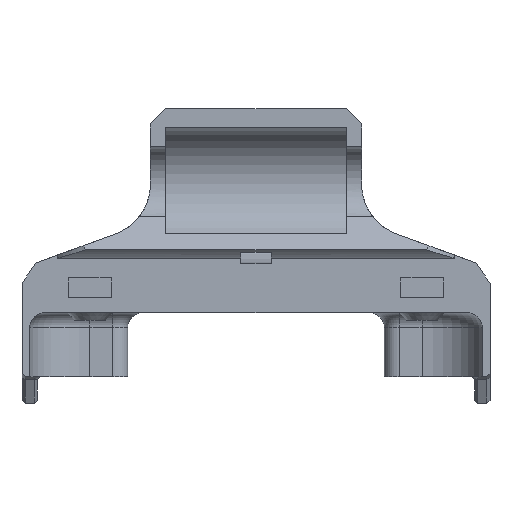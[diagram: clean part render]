
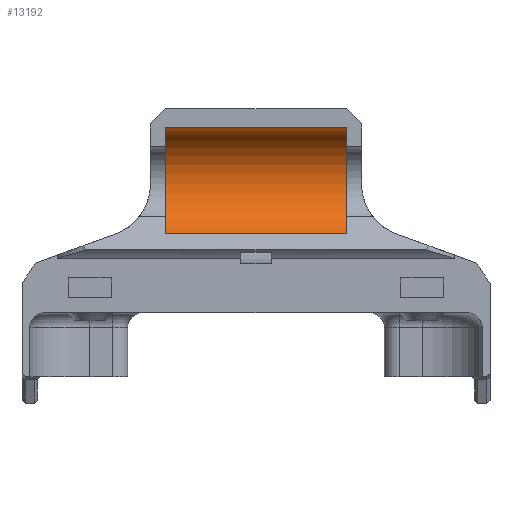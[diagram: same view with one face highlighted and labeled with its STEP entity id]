
A CAD part, left-side view. The second image highlights one B-rep face of the part: STEP entity #13192.
In plain terms, the highlighted cylindrical face has radius 7.55 mm (diameter 15.1 mm), a partial arc.
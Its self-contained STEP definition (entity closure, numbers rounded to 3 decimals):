
#6352 = PLANE('',#6353);
#6353 = AXIS2_PLACEMENT_3D('',#6354,#6355,#6356);
#6354 = CARTESIAN_POINT('',(-30.036,0.,
    14.742));
#6355 = DIRECTION('',(0.866,0.,-0.5));
#6356 = DIRECTION('',(0.5,0.,0.866));
#11064 = VERTEX_POINT('',#11065);
#11065 = CARTESIAN_POINT('',(-30.775,12.,13.462));
#11078 = PLANE('',#11079);
#11079 = AXIS2_PLACEMENT_3D('',#11080,#11081,#11082);
#11080 = CARTESIAN_POINT('',(-27.,12.,20.));
#11081 = DIRECTION('',(0.,-1.,0.));
#11082 = DIRECTION('',(0.,0.,1.));
#11089 = EDGE_CURVE('',#11064,#11090,#11092,.T.);
#11090 = VERTEX_POINT('',#11091);
#11091 = CARTESIAN_POINT('',(-30.775,-12.,13.462));
#11092 = SURFACE_CURVE('',#11093,(#11097,#11103),.PCURVE_S1.);
#11093 = LINE('',#11094,#11095);
#11094 = CARTESIAN_POINT('',(-30.775,12.,13.462));
#11095 = VECTOR('',#11096,1.);
#11096 = DIRECTION('',(0.,-1.,0.));
#11097 = PCURVE('',#6352,#11098);
#11098 = DEFINITIONAL_REPRESENTATION('',(#11099),#11102);
#11099 = B_SPLINE_CURVE_WITH_KNOTS('',1,(#11100,#11101),.UNSPECIFIED.,
  .F.,.F.,(2,2),(0.,24.),
  .PIECEWISE_BEZIER_KNOTS.);
#11100 = CARTESIAN_POINT('',(-1.479,-12.));
#11101 = CARTESIAN_POINT('',(-1.479,12.));
#11102 = ( GEOMETRIC_REPRESENTATION_CONTEXT(2) 
PARAMETRIC_REPRESENTATION_CONTEXT() REPRESENTATION_CONTEXT('2D SPACE',''
  ) );
#11103 = PCURVE('',#11104,#11109);
#11104 = CYLINDRICAL_SURFACE('',#11105,7.55);
#11105 = AXIS2_PLACEMENT_3D('',#11106,#11107,#11108);
#11106 = CARTESIAN_POINT('',(-27.,12.,20.));
#11107 = DIRECTION('',(0.,-1.,0.));
#11108 = DIRECTION('',(0.,0.,1.));
#11109 = DEFINITIONAL_REPRESENTATION('',(#11110),#11113);
#11110 = B_SPLINE_CURVE_WITH_KNOTS('',1,(#11111,#11112),.UNSPECIFIED.,
  .F.,.F.,(2,2),(0.,24.),
  .PIECEWISE_BEZIER_KNOTS.);
#11111 = CARTESIAN_POINT('',(2.618,0.));
#11112 = CARTESIAN_POINT('',(2.618,24.));
#11113 = ( GEOMETRIC_REPRESENTATION_CONTEXT(2) 
PARAMETRIC_REPRESENTATION_CONTEXT() REPRESENTATION_CONTEXT('2D SPACE',''
  ) );
#11130 = PLANE('',#11131);
#11131 = AXIS2_PLACEMENT_3D('',#11132,#11133,#11134);
#11132 = CARTESIAN_POINT('',(-27.,-12.,20.));
#11133 = DIRECTION('',(0.,-1.,0.));
#11134 = DIRECTION('',(0.,0.,1.));
#11766 = PLANE('',#11767);
#11767 = AXIS2_PLACEMENT_3D('',#11768,#11769,#11770);
#11768 = CARTESIAN_POINT('',(-27.,-12.,30.));
#11769 = DIRECTION('',(1.,0.,0.));
#11770 = DIRECTION('',(0.,0.,1.));
#13058 = EDGE_CURVE('',#11090,#13059,#13061,.T.);
#13059 = VERTEX_POINT('',#13060);
#13060 = CARTESIAN_POINT('',(-27.,-12.,27.55));
#13061 = SURFACE_CURVE('',#13062,(#13067,#13074),.PCURVE_S1.);
#13062 = CIRCLE('',#13063,7.55);
#13063 = AXIS2_PLACEMENT_3D('',#13064,#13065,#13066);
#13064 = CARTESIAN_POINT('',(-27.,-12.,20.));
#13065 = DIRECTION('',(0.,-1.,0.));
#13066 = DIRECTION('',(0.,0.,1.));
#13067 = PCURVE('',#11130,#13068);
#13068 = DEFINITIONAL_REPRESENTATION('',(#13069),#13073);
#13069 = CIRCLE('',#13070,7.55);
#13070 = AXIS2_PLACEMENT_2D('',#13071,#13072);
#13071 = CARTESIAN_POINT('',(0.,0.));
#13072 = DIRECTION('',(1.,0.));
#13073 = ( GEOMETRIC_REPRESENTATION_CONTEXT(2) 
PARAMETRIC_REPRESENTATION_CONTEXT() REPRESENTATION_CONTEXT('2D SPACE',''
  ) );
#13074 = PCURVE('',#11104,#13075);
#13075 = DEFINITIONAL_REPRESENTATION('',(#13076),#13080);
#13076 = LINE('',#13077,#13078);
#13077 = CARTESIAN_POINT('',(0.,24.));
#13078 = VECTOR('',#13079,1.);
#13079 = DIRECTION('',(1.,0.));
#13080 = ( GEOMETRIC_REPRESENTATION_CONTEXT(2) 
PARAMETRIC_REPRESENTATION_CONTEXT() REPRESENTATION_CONTEXT('2D SPACE',''
  ) );
#13192 = ADVANCED_FACE('',(#13193),#11104,.F.);
#13193 = FACE_BOUND('',#13194,.F.);
#13194 = EDGE_LOOP('',(#13195,#13218,#13219,#13220));
#13195 = ORIENTED_EDGE('',*,*,#13196,.T.);
#13196 = EDGE_CURVE('',#13197,#13059,#13199,.T.);
#13197 = VERTEX_POINT('',#13198);
#13198 = CARTESIAN_POINT('',(-27.,12.,27.55));
#13199 = SURFACE_CURVE('',#13200,(#13204,#13211),.PCURVE_S1.);
#13200 = LINE('',#13201,#13202);
#13201 = CARTESIAN_POINT('',(-27.,12.,27.55));
#13202 = VECTOR('',#13203,1.);
#13203 = DIRECTION('',(0.,-1.,0.));
#13204 = PCURVE('',#11104,#13205);
#13205 = DEFINITIONAL_REPRESENTATION('',(#13206),#13210);
#13206 = LINE('',#13207,#13208);
#13207 = CARTESIAN_POINT('',(6.283,-0.));
#13208 = VECTOR('',#13209,1.);
#13209 = DIRECTION('',(0.,1.));
#13210 = ( GEOMETRIC_REPRESENTATION_CONTEXT(2) 
PARAMETRIC_REPRESENTATION_CONTEXT() REPRESENTATION_CONTEXT('2D SPACE',''
  ) );
#13211 = PCURVE('',#11766,#13212);
#13212 = DEFINITIONAL_REPRESENTATION('',(#13213),#13217);
#13213 = LINE('',#13214,#13215);
#13214 = CARTESIAN_POINT('',(-2.45,-24.));
#13215 = VECTOR('',#13216,1.);
#13216 = DIRECTION('',(0.,1.));
#13217 = ( GEOMETRIC_REPRESENTATION_CONTEXT(2) 
PARAMETRIC_REPRESENTATION_CONTEXT() REPRESENTATION_CONTEXT('2D SPACE',''
  ) );
#13218 = ORIENTED_EDGE('',*,*,#13058,.F.);
#13219 = ORIENTED_EDGE('',*,*,#11089,.F.);
#13220 = ORIENTED_EDGE('',*,*,#13221,.T.);
#13221 = EDGE_CURVE('',#11064,#13197,#13222,.T.);
#13222 = SURFACE_CURVE('',#13223,(#13228,#13235),.PCURVE_S1.);
#13223 = CIRCLE('',#13224,7.55);
#13224 = AXIS2_PLACEMENT_3D('',#13225,#13226,#13227);
#13225 = CARTESIAN_POINT('',(-27.,12.,20.));
#13226 = DIRECTION('',(0.,-1.,0.));
#13227 = DIRECTION('',(0.,0.,1.));
#13228 = PCURVE('',#11104,#13229);
#13229 = DEFINITIONAL_REPRESENTATION('',(#13230),#13234);
#13230 = LINE('',#13231,#13232);
#13231 = CARTESIAN_POINT('',(0.,0.));
#13232 = VECTOR('',#13233,1.);
#13233 = DIRECTION('',(1.,0.));
#13234 = ( GEOMETRIC_REPRESENTATION_CONTEXT(2) 
PARAMETRIC_REPRESENTATION_CONTEXT() REPRESENTATION_CONTEXT('2D SPACE',''
  ) );
#13235 = PCURVE('',#11078,#13236);
#13236 = DEFINITIONAL_REPRESENTATION('',(#13237),#13241);
#13237 = CIRCLE('',#13238,7.55);
#13238 = AXIS2_PLACEMENT_2D('',#13239,#13240);
#13239 = CARTESIAN_POINT('',(0.,0.));
#13240 = DIRECTION('',(1.,0.));
#13241 = ( GEOMETRIC_REPRESENTATION_CONTEXT(2) 
PARAMETRIC_REPRESENTATION_CONTEXT() REPRESENTATION_CONTEXT('2D SPACE',''
  ) );
